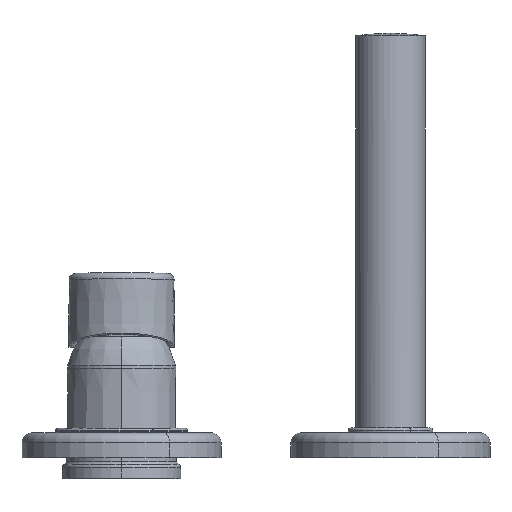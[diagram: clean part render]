
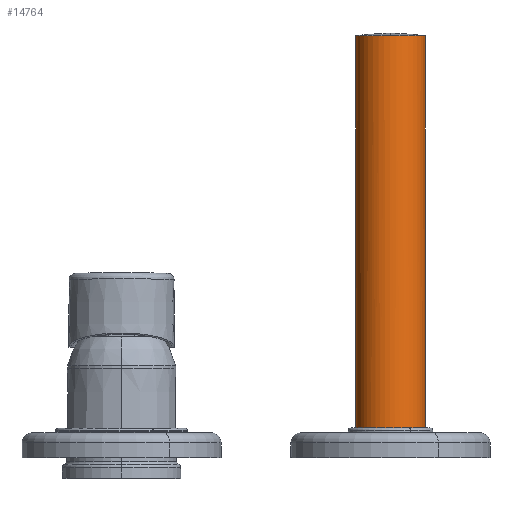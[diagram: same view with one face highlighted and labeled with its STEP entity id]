
A CAD part, top view. The second image highlights one B-rep face of the part: STEP entity #14764.
In plain terms, the highlighted cylindrical face has radius 14 mm (diameter 28 mm), a partial arc.
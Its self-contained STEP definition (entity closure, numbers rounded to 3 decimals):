
#14436=CARTESIAN_POINT('Vertex',(14.,-9.545,0.)) ;
#14438=CARTESIAN_POINT('Vertex',(-14.,-9.545,0.)) ;
#14442=CARTESIAN_POINT('Control Point',(14.,-9.545,0.)) ;
#14443=CARTESIAN_POINT('Control Point',(14.,-9.545,1.283)) ;
#14444=CARTESIAN_POINT('Control Point',(13.853,-9.545,2.566)) ;
#14445=CARTESIAN_POINT('Control Point',(13.559,-9.545,3.827)) ;
#14446=CARTESIAN_POINT('Control Point',(12.687,-9.545,6.258)) ;
#14447=CARTESIAN_POINT('Control Point',(11.288,-9.545,8.43)) ;
#14448=CARTESIAN_POINT('Control Point',(10.467,-9.545,9.43)) ;
#14449=CARTESIAN_POINT('Control Point',(8.61,-9.545,11.225)) ;
#14450=CARTESIAN_POINT('Control Point',(6.395,-9.545,12.554)) ;
#14451=CARTESIAN_POINT('Control Point',(5.215,-9.545,13.088)) ;
#14452=CARTESIAN_POINT('Control Point',(2.755,-9.545,13.876)) ;
#14453=CARTESIAN_POINT('Control Point',(0.181,-9.545,14.088)) ;
#14454=CARTESIAN_POINT('Control Point',(-1.113,-9.545,14.045)) ;
#14455=CARTESIAN_POINT('Control Point',(-3.667,-9.545,13.663)) ;
#14456=CARTESIAN_POINT('Control Point',(-6.07,-9.545,12.714)) ;
#14457=CARTESIAN_POINT('Control Point',(-7.211,-9.545,12.103)) ;
#14458=CARTESIAN_POINT('Control Point',(-9.334,-9.545,10.631)) ;
#14459=CARTESIAN_POINT('Control Point',(-11.068,-9.545,8.717)) ;
#14460=CARTESIAN_POINT('Control Point',(-11.821,-9.545,7.664)) ;
#14461=CARTESIAN_POINT('Control Point',(-12.983,-9.545,5.569)) ;
#14462=CARTESIAN_POINT('Control Point',(-13.677,-9.545,3.279)) ;
#14463=CARTESIAN_POINT('Control Point',(-13.892,-9.545,2.195)) ;
#14464=CARTESIAN_POINT('Control Point',(-14.,-9.545,1.098)) ;
#14465=CARTESIAN_POINT('Control Point',(-14.,-9.545,0.)) ;
#14559=CARTESIAN_POINT('Line Origine',(-14.,-18.045,0.)) ;
#14563=CARTESIAN_POINT('Vertex',(-14.,159.47,0.)) ;
#14583=CARTESIAN_POINT('Vertex',(14.,159.47,0.)) ;
#14586=CARTESIAN_POINT('Line Origine',(14.,-18.045,0.)) ;
#14740=CARTESIAN_POINT('Axis2P3D Location',(0.,-18.045,0.)) ;
#14745=CARTESIAN_POINT('Axis2P3D Location',(0.,159.47,0.)) ;
#14749=CARTESIAN_POINT('Vertex',(0.,159.47,14.)) ;
#14752=CARTESIAN_POINT('Axis2P3D Location',(0.,159.47,0.)) ;
#14561=VECTOR('Line Direction',#14560,1.) ;
#14588=VECTOR('Line Direction',#14587,1.) ;
#14560=DIRECTION('Vector Direction',(0.,1.,0.)) ;
#14587=DIRECTION('Vector Direction',(0.,1.,0.)) ;
#14741=DIRECTION('Axis2P3D Direction',(0.,1.,0.)) ;
#14742=DIRECTION('Axis2P3D XDirection',(-1.,0.,0.)) ;
#14746=DIRECTION('Axis2P3D Direction',(0.,1.,0.)) ;
#14753=DIRECTION('Axis2P3D Direction',(0.,1.,0.)) ;
#14743=AXIS2_PLACEMENT_3D('Cylinder Axis2P3D',#14740,#14741,#14742) ;
#14747=AXIS2_PLACEMENT_3D('Circle Axis2P3D',#14745,#14746,$) ;
#14754=AXIS2_PLACEMENT_3D('Circle Axis2P3D',#14752,#14753,$) ;
#14562=LINE('Line',#14559,#14561) ;
#14589=LINE('Line',#14586,#14588) ;
#14748=CIRCLE('generated circle',#14747,14.) ;
#14755=CIRCLE('generated circle',#14754,14.) ;
#14744=CYLINDRICAL_SURFACE('generated cylinder',#14743,14.) ;
#14466=EDGE_CURVE('',#14437,#14439,#14441,.T.) ;
#14565=EDGE_CURVE('',#14564,#14439,#14562,.F.) ;
#14590=EDGE_CURVE('',#14584,#14437,#14589,.F.) ;
#14751=EDGE_CURVE('',#14584,#14750,#14748,.F.) ;
#14756=EDGE_CURVE('',#14750,#14564,#14755,.F.) ;
#14758=ORIENTED_EDGE('',*,*,#14751,.T.) ;
#14759=ORIENTED_EDGE('',*,*,#14756,.T.) ;
#14760=ORIENTED_EDGE('',*,*,#14565,.T.) ;
#14761=ORIENTED_EDGE('',*,*,#14466,.F.) ;
#14762=ORIENTED_EDGE('',*,*,#14590,.F.) ;
#14757=EDGE_LOOP('',(#14758,#14759,#14760,#14761,#14762)) ;
#14437=VERTEX_POINT('',#14436) ;
#14439=VERTEX_POINT('',#14438) ;
#14564=VERTEX_POINT('',#14563) ;
#14584=VERTEX_POINT('',#14583) ;
#14750=VERTEX_POINT('',#14749) ;
#14764=ADVANCED_FACE('P44027.1\\PartBody',(#14763),#14744,.T.) ;
#14441=B_SPLINE_CURVE_WITH_KNOTS('',5,(#14442,#14443,#14444,#14445,#14446,#14447,#14448,#14449,#14450,#14451,#14452,#14453,#14454,#14455,#14456,#14457,#14458,#14459,#14460,#14461,#14462,#14463,#14464,#14465),.UNSPECIFIED.,.F.,.U.,(6,3,3,3,3,3,3,6),(0.,9.073,18.146,27.219,36.292,45.365,54.438,62.2),.UNSPECIFIED.) ;
#14763=FACE_OUTER_BOUND('',#14757,.T.) ;
